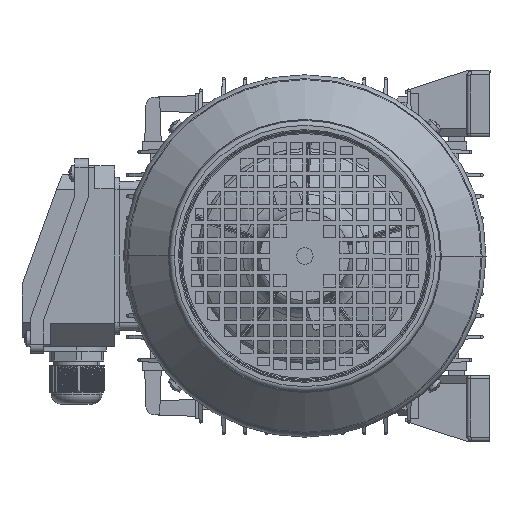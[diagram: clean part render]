
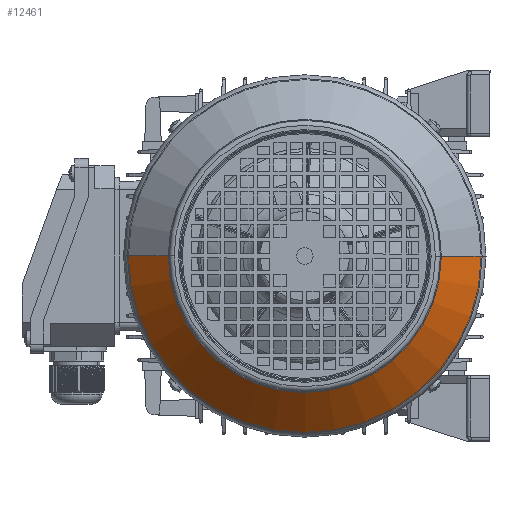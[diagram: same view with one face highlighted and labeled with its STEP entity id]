
A CAD part, left-side view. The second image highlights one B-rep face of the part: STEP entity #12461.
In plain terms, the highlighted conical face has half-angle 45 degrees and reference radius 82.586 mm.
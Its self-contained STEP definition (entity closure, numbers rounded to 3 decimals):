
#12436 = VERTEX_POINT ( 'NONE', #42602 ) ;
#12461 = ADVANCED_FACE ( 'NONE', ( #42724 ), #42723, .T. ) ;
#12462 = EDGE_LOOP ( 'NONE', ( #12465, #12560, #12484, #12487 ) ) ;
#12465 = ORIENTED_EDGE ( 'NONE', *, *, #12469, .T. ) ;
#12469 = EDGE_CURVE ( 'NONE', #12470, #12473, #42708, .T. ) ;
#12470 = VERTEX_POINT ( 'NONE', #42690 ) ;
#12473 = VERTEX_POINT ( 'NONE', #42687 ) ;
#12484 = ORIENTED_EDGE ( 'NONE', *, *, #12520, .F. ) ;
#12487 = ORIENTED_EDGE ( 'NONE', *, *, #12490, .F. ) ;
#12490 = EDGE_CURVE ( 'NONE', #12470, #12436, #42752, .T. ) ;
#12520 = EDGE_CURVE ( 'NONE', #12436, #12522, #42876, .T. ) ;
#12522 = VERTEX_POINT ( 'NONE', #42863 ) ;
#12560 = ORIENTED_EDGE ( 'NONE', *, *, #12563, .T. ) ;
#12563 = EDGE_CURVE ( 'NONE', #12473, #12522, #42972, .T. ) ;
#42602 = CARTESIAN_POINT ( 'NONE',  ( 74.743, 0., 107.257 ) ) ;
#42687 = CARTESIAN_POINT ( 'NONE',  ( 99.414, 0., -82.586 ) ) ;
#42690 = CARTESIAN_POINT ( 'NONE',  ( 99.414, 0., 82.586 ) ) ;
#42692 = DIRECTION ( 'NONE',  ( 0., 0., 1. ) ) ;
#42695 = DIRECTION ( 'NONE',  ( -1., 0., 0. ) ) ;
#42696 = CARTESIAN_POINT ( 'NONE',  ( 99.414, 0., 0. ) ) ;
#42697 = AXIS2_PLACEMENT_3D ( 'NONE', #42696, #42695, #42692 ) ;
#42708 = CIRCLE ( 'NONE', #42697, 82.586 ) ;
#42714 = DIRECTION ( 'NONE',  ( 0., 0., 1. ) ) ;
#42715 = DIRECTION ( 'NONE',  ( -1., 0., 0. ) ) ;
#42716 = CARTESIAN_POINT ( 'NONE',  ( 99.414, 0., 0. ) ) ;
#42717 = AXIS2_PLACEMENT_3D ( 'NONE', #42716, #42715, #42714 ) ;
#42723 = CONICAL_SURFACE ( 'NONE', #42717, 82.586, 0.785 ) ;
#42724 = FACE_OUTER_BOUND ( 'NONE', #12462, .T. ) ;
#42747 = DIRECTION ( 'NONE',  ( -0.707, 0., 0.707 ) ) ;
#42749 = VECTOR ( 'NONE', #42747, 1000. ) ;
#42751 = CARTESIAN_POINT ( 'NONE',  ( 99.414, 0., 82.586 ) ) ;
#42752 = LINE ( 'NONE', #42751, #42749 ) ;
#42863 = CARTESIAN_POINT ( 'NONE',  ( 74.743, 0., -107.257 ) ) ;
#42871 = DIRECTION ( 'NONE',  ( 0., 0., 1. ) ) ;
#42873 = DIRECTION ( 'NONE',  ( -1., 0., 0. ) ) ;
#42874 = CARTESIAN_POINT ( 'NONE',  ( 74.743, 0., 0. ) ) ;
#42875 = AXIS2_PLACEMENT_3D ( 'NONE', #42874, #42873, #42871 ) ;
#42876 = CIRCLE ( 'NONE', #42875, 107.257 ) ;
#42968 = DIRECTION ( 'NONE',  ( -0.707, 0., -0.707 ) ) ;
#42969 = VECTOR ( 'NONE', #42968, 1000. ) ;
#42971 = CARTESIAN_POINT ( 'NONE',  ( 99.414, 0., -82.586 ) ) ;
#42972 = LINE ( 'NONE', #42971, #42969 ) ;
